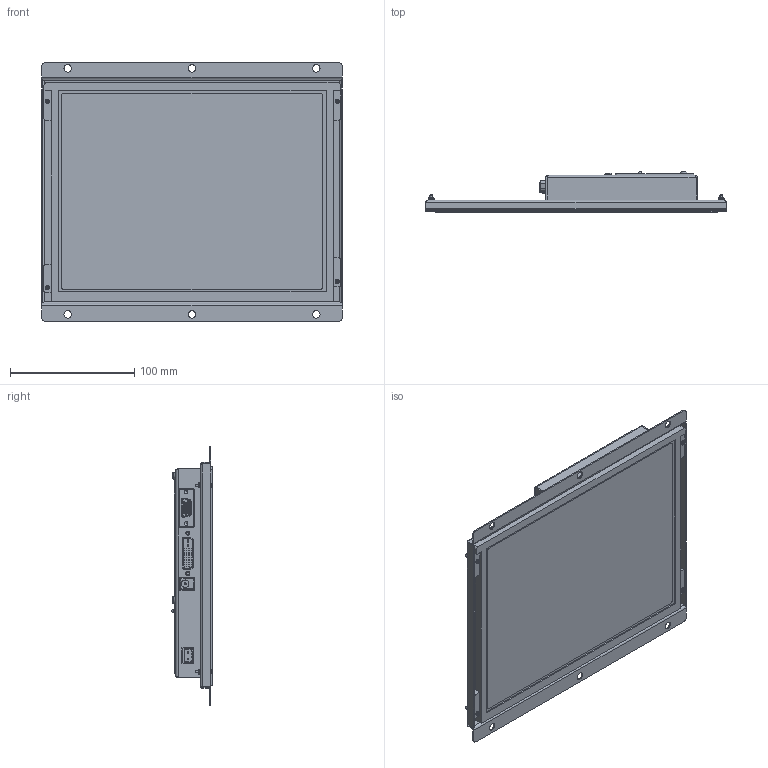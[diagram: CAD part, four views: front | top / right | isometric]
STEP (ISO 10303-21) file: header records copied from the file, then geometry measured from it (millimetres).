
FILE_DESCRIPTION(/* description */ ('TFT 10,4 Zoll 4_3 Rev.2.0'),/* implementation_level */ '2;1');
FILE_NAME(/* name */ '20000165 TFT 10,4 Zoll 4_3 Rev.2.0.stp',/* time_stamp */ '2019-08-21T16:18:57+02:00',/* author */ ('Uwe Kosiol'),/* organization */ ('bs tableau GmbH'),/* preprocessor_version */ 'ST-DEVELOPER v17.2',/* originating_system */ 'Autodesk Inventor 2019',/* authorisation */ '');
FILE_SCHEMA (('AUTOMOTIVE_DESIGN { 1 0 10303 214 3 1 1 }'));
Products named in the file (17): 20000165; 00003430; 00003434; 00003433; 00000010; 00003431; 00003432; 00003236; 00003224; 00003223 ; IFI 513 - M2x0,4 x 13; DIN 6797 - A 2,2; 40000008; ANSI B18.3.4M - M3 x 0.5 x 5; ANSI B18.3.4M - M3 x 0.5 x 8; DIN 934 - M2; DIN 125 - A 2,2
Assembly tree (47 placements, depth 2):
  20000165
    00003430
    00003434
    00003433
    00000010
    00003431
    00003432
    00003236
    00003224  x8
    00003223   x2
    IFI 513 - M2x0,4 x 13  x4
    DIN 6797 - A 2,2  x4
    DIN 934 - M2  x10
    40000008  x2
    ANSI B18.3.4M - M3 x 0.5 x 5  x4
    ANSI B18.3.4M - M3 x 0.5 x 8  x4
    DIN 125 - A 2,2  x2
Bounding box: 242 x 32.5 x 208 mm (x, y, z)
Volume: 365704.9 mm3; surface area: 307310 mm2
Topology: 92 solids, 92 shells, 2369 faces, 6052 edges, 4027 vertices
Faces by surface type: plane 1400, cylinder 584, cone 164, bspline 144, torus 68, sphere 9
Full cylindrical faces by diameter (mm): 0.5 x48, 0.8 x15, 1 x2, 1.5 x1, 1.567 x10, 2 x6, 2.2 x6, 2.459 x10, 2.5 x2, 2.8 x8, 2.9 x1, 3 x15, 3.2 x8, 3.3 x8, 3.5 x11, 5 x2, 5.41 x10, 5.42 x10, 5.7 x8, 6 x7, 8 x2
Entity records: 60377 total; most frequent: CARTESIAN_POINT 13210, ORIENTED_EDGE 9348, DIRECTION 9145, EDGE_CURVE 4674, VERTEX_POINT 3116, LINE 3093, VECTOR 3093, AXIS2_PLACEMENT_3D 3026
